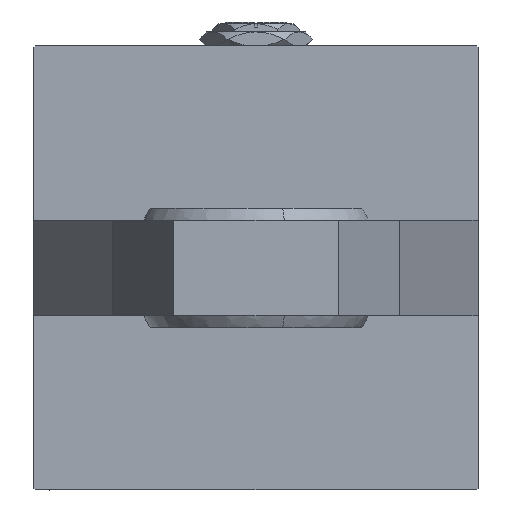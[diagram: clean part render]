
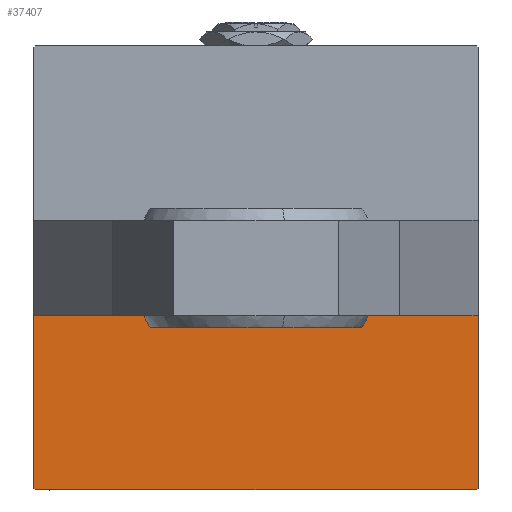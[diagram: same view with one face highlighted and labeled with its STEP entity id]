
A CAD part, left-side view. The second image highlights one B-rep face of the part: STEP entity #37407.
In plain terms, the highlighted planar face has unit normal (-1, 0, 0).
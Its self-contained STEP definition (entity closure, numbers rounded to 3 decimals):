
#50 = FACE_OUTER_BOUND ( 'NONE', #30237, .T. ) ;
#143 = LINE ( 'NONE', #44501, #6783 ) ;
#1080 = EDGE_CURVE ( 'NONE', #37272, #3249, #42764, .T. ) ;
#1663 = VECTOR ( 'NONE', #39839, 1000. ) ;
#3249 = VERTEX_POINT ( 'NONE', #26075 ) ;
#3810 = CARTESIAN_POINT ( 'NONE',  ( 0., 0., 0. ) ) ;
#5937 = CARTESIAN_POINT ( 'NONE',  ( 0., 65., 65. ) ) ;
#6783 = VECTOR ( 'NONE', #16557, 1000. ) ;
#7041 = CARTESIAN_POINT ( 'NONE',  ( 0., -64.75, 64.75 ) ) ;
#7702 = VECTOR ( 'NONE', #19947, 1000. ) ;
#7839 = LINE ( 'NONE', #7041, #7702 ) ;
#9146 = AXIS2_PLACEMENT_3D ( 'NONE', #3810, #36606, #33107 ) ;
#10680 = CARTESIAN_POINT ( 'NONE',  ( 0., -65., 64.5 ) ) ;
#11609 = CARTESIAN_POINT ( 'NONE',  ( 0., -14., 65. ) ) ;
#12085 = ORIENTED_EDGE ( 'NONE', *, *, #47577, .T. ) ;
#12248 = EDGE_CURVE ( 'NONE', #18489, #34350, #143, .T. ) ;
#12505 = VERTEX_POINT ( 'NONE', #38818 ) ;
#13544 = CARTESIAN_POINT ( 'NONE',  ( 0., -65., 65. ) ) ;
#14598 = LINE ( 'NONE', #13544, #47095 ) ;
#14809 = DIRECTION ( 'NONE',  ( 0., -1., 0. ) ) ;
#15491 = CARTESIAN_POINT ( 'NONE',  ( 0., -14., -65. ) ) ;
#15653 = LINE ( 'NONE', #11609, #1663 ) ;
#16557 = DIRECTION ( 'NONE',  ( 0., -1., 0. ) ) ;
#18489 = VERTEX_POINT ( 'NONE', #15491 ) ;
#19947 = DIRECTION ( 'NONE',  ( 0., 0.707, 0.707 ) ) ;
#20541 = VERTEX_POINT ( 'NONE', #10680 ) ;
#21964 = EDGE_CURVE ( 'NONE', #34350, #12505, #46315, .T. ) ;
#25385 = CARTESIAN_POINT ( 'NONE',  ( 0., -64.75, -64.75 ) ) ;
#25521 = VECTOR ( 'NONE', #14809, 1000. ) ;
#26075 = CARTESIAN_POINT ( 'NONE',  ( 0., -64.5, 65. ) ) ;
#26173 = DIRECTION ( 'NONE',  ( 0., 0., -1. ) ) ;
#27629 = VECTOR ( 'NONE', #45795, 1000. ) ;
#29724 = CARTESIAN_POINT ( 'NONE',  ( 0., -14., 65. ) ) ;
#29787 = ORIENTED_EDGE ( 'NONE', *, *, #12248, .T. ) ;
#30237 = EDGE_LOOP ( 'NONE', ( #50820, #42107, #29787, #42782, #39450, #12085 ) ) ;
#33107 = DIRECTION ( 'NONE',  ( 0., 0., 1. ) ) ;
#34350 = VERTEX_POINT ( 'NONE', #44933 ) ;
#36606 = DIRECTION ( 'NONE',  ( -1., 0., 0. ) ) ;
#37272 = VERTEX_POINT ( 'NONE', #29724 ) ;
#37407 = ADVANCED_FACE ( 'NONE', ( #50 ), #51737, .T. ) ;
#38647 = EDGE_CURVE ( 'NONE', #20541, #12505, #14598, .T. ) ;
#38818 = CARTESIAN_POINT ( 'NONE',  ( 0., -65., -64.5 ) ) ;
#39450 = ORIENTED_EDGE ( 'NONE', *, *, #38647, .F. ) ;
#39839 = DIRECTION ( 'NONE',  ( 0., 0., -1. ) ) ;
#42107 = ORIENTED_EDGE ( 'NONE', *, *, #45233, .T. ) ;
#42764 = LINE ( 'NONE', #5937, #25521 ) ;
#42782 = ORIENTED_EDGE ( 'NONE', *, *, #21964, .T. ) ;
#44501 = CARTESIAN_POINT ( 'NONE',  ( 0., 65., -65. ) ) ;
#44933 = CARTESIAN_POINT ( 'NONE',  ( 0., -64.5, -65. ) ) ;
#45233 = EDGE_CURVE ( 'NONE', #37272, #18489, #15653, .T. ) ;
#45795 = DIRECTION ( 'NONE',  ( 0., -0.707, 0.707 ) ) ;
#46315 = LINE ( 'NONE', #25385, #27629 ) ;
#47095 = VECTOR ( 'NONE', #26173, 1000. ) ;
#47577 = EDGE_CURVE ( 'NONE', #20541, #3249, #7839, .T. ) ;
#50820 = ORIENTED_EDGE ( 'NONE', *, *, #1080, .F. ) ;
#51737 = PLANE ( 'NONE',  #9146 ) ;
